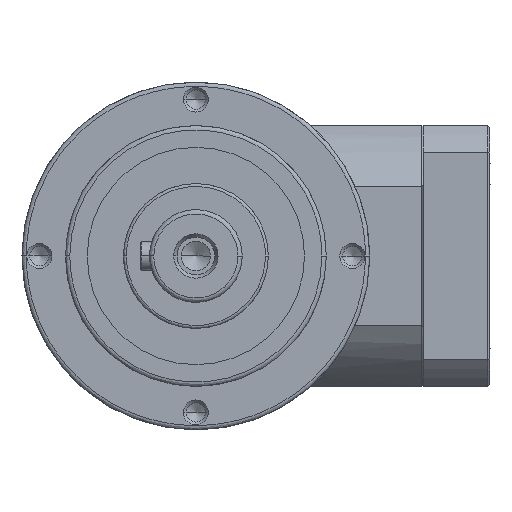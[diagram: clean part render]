
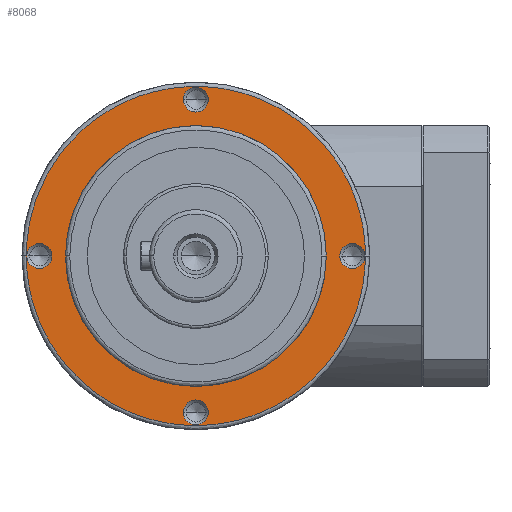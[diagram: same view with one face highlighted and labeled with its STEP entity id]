
A CAD part, left-side view. The second image highlights one B-rep face of the part: STEP entity #8068.
In plain terms, the highlighted face is planar.
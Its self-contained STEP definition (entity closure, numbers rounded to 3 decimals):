
#367 = CARTESIAN_POINT ( 'NONE',  ( -54., 0., 64. ) ) ;
#993 = CARTESIAN_POINT ( 'NONE',  ( -58.5, -117., 64. ) ) ;
#1020 = VERTEX_POINT ( 'NONE', #5978 ) ;
#1084 = AXIS2_PLACEMENT_3D ( 'NONE', #367, #16064, #2652 ) ;
#1228 = DIRECTION ( 'NONE',  ( 0., 0., -1. ) ) ;
#1282 = AXIS2_PLACEMENT_3D ( 'NONE', #11416, #11387, #11362 ) ;
#1312 = EDGE_CURVE ( 'NONE', #9434, #4582, #21072, .T. ) ;
#1320 =( BOUNDED_CURVE ( )  B_SPLINE_CURVE ( 3, ( #22069, #6399, #10958, #26547 ),
 .UNSPECIFIED., .F., .T. ) 
 B_SPLINE_CURVE_WITH_KNOTS ( ( 4, 4 ),
 ( 0.5, 1. ),
 .UNSPECIFIED. ) 
 CURVE ( )  GEOMETRIC_REPRESENTATION_ITEM ( )  RATIONAL_B_SPLINE_CURVE ( ( 1., 0.333, 0.333, 1. ) ) 
 REPRESENTATION_ITEM ( '' )  );
#1938 = CARTESIAN_POINT ( 'NONE',  ( 4.324, 54., 64. ) ) ;
#2134 = ORIENTED_EDGE ( 'NONE', *, *, #23302, .T. ) ;
#2652 = DIRECTION ( 'NONE',  ( 1., 0., 0. ) ) ;
#3108 = CARTESIAN_POINT ( 'NONE',  ( 58.5, 0., 64. ) ) ;
#3951 = DIRECTION ( 'NONE',  ( 0., 0., 1. ) ) ;
#4006 = EDGE_CURVE ( 'NONE', #20279, #22638, #11894, .T. ) ;
#4308 = CARTESIAN_POINT ( 'NONE',  ( 54., 0., 64. ) ) ;
#4582 = VERTEX_POINT ( 'NONE', #16810 ) ;
#4729 = CIRCLE ( 'NONE', #5002, 45. ) ;
#5002 = AXIS2_PLACEMENT_3D ( 'NONE', #14680, #1228, #16910 ) ;
#5132 = AXIS2_PLACEMENT_3D ( 'NONE', #17289, #3951, #19564 ) ;
#5426 = EDGE_CURVE ( 'NONE', #22638, #20279, #10279, .T. ) ;
#5524 = ORIENTED_EDGE ( 'NONE', *, *, #24709, .T. ) ;
#5637 = AXIS2_PLACEMENT_3D ( 'NONE', #11811, #27394, #14009 ) ;
#5748 = FACE_BOUND ( 'NONE', #28010, .T. ) ;
#5978 = CARTESIAN_POINT ( 'NONE',  ( -58.324, 0., 64. ) ) ;
#6089 = VERTEX_POINT ( 'NONE', #13910 ) ;
#6237 = EDGE_CURVE ( 'NONE', #4582, #9434, #11588, .T. ) ;
#6399 = CARTESIAN_POINT ( 'NONE',  ( -58.5, 117., 64. ) ) ;
#6545 = DIRECTION ( 'NONE',  ( 1., 0., 0. ) ) ;
#7200 = AXIS2_PLACEMENT_3D ( 'NONE', #22864, #22639, #22604 ) ;
#7469 = CARTESIAN_POINT ( 'NONE',  ( 45., 0., 64. ) ) ;
#7705 = DIRECTION ( 'NONE',  ( 0., 0., -1. ) ) ;
#7809 = AXIS2_PLACEMENT_3D ( 'NONE', #17137, #17095, #16881 ) ;
#8027 = VERTEX_POINT ( 'NONE', #8112 ) ;
#8068 = ADVANCED_FACE ( 'NONE', ( #28981, #17648, #22909, #16928, #11076, #5748 ), #12746, .T. ) ;
#8112 = CARTESIAN_POINT ( 'NONE',  ( 58.5, 0., 64. ) ) ;
#8751 = CIRCLE ( 'NONE', #17911, 4.324 ) ;
#9194 = ORIENTED_EDGE ( 'NONE', *, *, #10359, .T. ) ;
#9276 = VERTEX_POINT ( 'NONE', #10039 ) ;
#9331 = CARTESIAN_POINT ( 'NONE',  ( -4.324, -54., 64. ) ) ;
#9417 = EDGE_LOOP ( 'NONE', ( #13377, #20742 ) ) ;
#9434 = VERTEX_POINT ( 'NONE', #1938 ) ;
#9736 = EDGE_CURVE ( 'NONE', #19884, #6089, #21735, .T. ) ;
#10039 = CARTESIAN_POINT ( 'NONE',  ( -58.5, 0., 64. ) ) ;
#10279 = CIRCLE ( 'NONE', #7200, 4.324 ) ;
#10329 = VERTEX_POINT ( 'NONE', #22650 ) ;
#10359 = EDGE_CURVE ( 'NONE', #1020, #18126, #16397, .T. ) ;
#10459 = VERTEX_POINT ( 'NONE', #7469 ) ;
#10852 = ORIENTED_EDGE ( 'NONE', *, *, #9736, .T. ) ;
#10958 = CARTESIAN_POINT ( 'NONE',  ( 58.5, 117., 64. ) ) ;
#10974 = AXIS2_PLACEMENT_3D ( 'NONE', #4308, #19976, #6545 ) ;
#11076 = FACE_BOUND ( 'NONE', #11582, .T. ) ;
#11362 = DIRECTION ( 'NONE',  ( 1., 0., 0. ) ) ;
#11387 = DIRECTION ( 'NONE',  ( 0., 0., -1. ) ) ;
#11416 = CARTESIAN_POINT ( 'NONE',  ( 0., 54., 64. ) ) ;
#11582 = EDGE_LOOP ( 'NONE', ( #22796, #18360 ) ) ;
#11588 = CIRCLE ( 'NONE', #1282, 4.324 ) ;
#11726 = EDGE_CURVE ( 'NONE', #8027, #9276, #28732, .T. ) ;
#11811 = CARTESIAN_POINT ( 'NONE',  ( 54., 0., 64. ) ) ;
#11894 = CIRCLE ( 'NONE', #13960, 4.324 ) ;
#12241 = DIRECTION ( 'NONE',  ( 0., 0., -1. ) ) ;
#12420 = EDGE_CURVE ( 'NONE', #9276, #8027, #1320, .T. ) ;
#12746 = PLANE ( 'NONE',  #5132 ) ;
#13377 = ORIENTED_EDGE ( 'NONE', *, *, #12420, .F. ) ;
#13786 = ORIENTED_EDGE ( 'NONE', *, *, #5426, .T. ) ;
#13907 = EDGE_CURVE ( 'NONE', #10459, #10329, #27758, .T. ) ;
#13910 = CARTESIAN_POINT ( 'NONE',  ( 58.324, 0., 64. ) ) ;
#13960 = AXIS2_PLACEMENT_3D ( 'NONE', #15870, #15840, #15837 ) ;
#14009 = DIRECTION ( 'NONE',  ( 1., 0., 0. ) ) ;
#14680 = CARTESIAN_POINT ( 'NONE',  ( 0., 0., 64. ) ) ;
#15837 = DIRECTION ( 'NONE',  ( 1., 0., 0. ) ) ;
#15840 = DIRECTION ( 'NONE',  ( 0., 0., -1. ) ) ;
#15870 = CARTESIAN_POINT ( 'NONE',  ( 0., -54., 64. ) ) ;
#16064 = DIRECTION ( 'NONE',  ( 0., 0., -1. ) ) ;
#16397 = CIRCLE ( 'NONE', #1084, 4.324 ) ;
#16683 = CARTESIAN_POINT ( 'NONE',  ( -58.5, 0., 64. ) ) ;
#16810 = CARTESIAN_POINT ( 'NONE',  ( -4.324, 54., 64. ) ) ;
#16881 = DIRECTION ( 'NONE',  ( 1., 0., 0. ) ) ;
#16910 = DIRECTION ( 'NONE',  ( -1., 0., 0. ) ) ;
#16928 = FACE_BOUND ( 'NONE', #18460, .T. ) ;
#17095 = DIRECTION ( 'NONE',  ( 0., 0., -1. ) ) ;
#17137 = CARTESIAN_POINT ( 'NONE',  ( 0., 54., 64. ) ) ;
#17289 = CARTESIAN_POINT ( 'NONE',  ( 0., 0., 64. ) ) ;
#17351 = ORIENTED_EDGE ( 'NONE', *, *, #13907, .T. ) ;
#17648 = FACE_BOUND ( 'NONE', #27579, .T. ) ;
#17911 = AXIS2_PLACEMENT_3D ( 'NONE', #21189, #7705, #23357 ) ;
#18126 = VERTEX_POINT ( 'NONE', #26060 ) ;
#18360 = ORIENTED_EDGE ( 'NONE', *, *, #6237, .T. ) ;
#18460 = EDGE_LOOP ( 'NONE', ( #27391, #17351 ) ) ;
#18915 = CARTESIAN_POINT ( 'NONE',  ( 4.324, -54., 64. ) ) ;
#19564 = DIRECTION ( 'NONE',  ( 1., 0., 0. ) ) ;
#19884 = VERTEX_POINT ( 'NONE', #26496 ) ;
#19976 = DIRECTION ( 'NONE',  ( 0., 0., -1. ) ) ;
#20279 = VERTEX_POINT ( 'NONE', #18915 ) ;
#20742 = ORIENTED_EDGE ( 'NONE', *, *, #11726, .F. ) ;
#21072 = CIRCLE ( 'NONE', #7809, 4.324 ) ;
#21189 = CARTESIAN_POINT ( 'NONE',  ( -54., 0., 64. ) ) ;
#21669 = ORIENTED_EDGE ( 'NONE', *, *, #4006, .T. ) ;
#21735 = CIRCLE ( 'NONE', #10974, 4.324 ) ;
#21936 = EDGE_LOOP ( 'NONE', ( #2134, #9194 ) ) ;
#22069 = CARTESIAN_POINT ( 'NONE',  ( -58.5, 0., 64. ) ) ;
#22604 = DIRECTION ( 'NONE',  ( 1., 0., 0. ) ) ;
#22638 = VERTEX_POINT ( 'NONE', #9331 ) ;
#22639 = DIRECTION ( 'NONE',  ( 0., 0., -1. ) ) ;
#22650 = CARTESIAN_POINT ( 'NONE',  ( -45., 0., 64. ) ) ;
#22796 = ORIENTED_EDGE ( 'NONE', *, *, #1312, .T. ) ;
#22864 = CARTESIAN_POINT ( 'NONE',  ( 0., -54., 64. ) ) ;
#22909 = FACE_OUTER_BOUND ( 'NONE', #9417, .T. ) ;
#23302 = EDGE_CURVE ( 'NONE', #18126, #1020, #8751, .T. ) ;
#23357 = DIRECTION ( 'NONE',  ( 1., 0., 0. ) ) ;
#23468 = AXIS2_PLACEMENT_3D ( 'NONE', #25570, #12241, #27870 ) ;
#24709 = EDGE_CURVE ( 'NONE', #6089, #19884, #25034, .T. ) ;
#25034 = CIRCLE ( 'NONE', #5637, 4.324 ) ;
#25570 = CARTESIAN_POINT ( 'NONE',  ( 0., 0., 64. ) ) ;
#26060 = CARTESIAN_POINT ( 'NONE',  ( -49.676, 0., 64. ) ) ;
#26496 = CARTESIAN_POINT ( 'NONE',  ( 49.676, 0., 64. ) ) ;
#26547 = CARTESIAN_POINT ( 'NONE',  ( 58.5, 0., 64. ) ) ;
#27391 = ORIENTED_EDGE ( 'NONE', *, *, #27841, .T. ) ;
#27394 = DIRECTION ( 'NONE',  ( 0., 0., -1. ) ) ;
#27579 = EDGE_LOOP ( 'NONE', ( #5524, #10852 ) ) ;
#27758 = CIRCLE ( 'NONE', #23468, 45. ) ;
#27841 = EDGE_CURVE ( 'NONE', #10329, #10459, #4729, .T. ) ;
#27870 = DIRECTION ( 'NONE',  ( -1., 0., 0. ) ) ;
#27891 = CARTESIAN_POINT ( 'NONE',  ( 58.5, -117., 64. ) ) ;
#28010 = EDGE_LOOP ( 'NONE', ( #21669, #13786 ) ) ;
#28732 =( BOUNDED_CURVE ( )  B_SPLINE_CURVE ( 3, ( #3108, #27891, #993, #16683 ),
 .UNSPECIFIED., .F., .F. ) 
 B_SPLINE_CURVE_WITH_KNOTS ( ( 4, 4 ),
 ( 0., 0.5 ),
 .UNSPECIFIED. ) 
 CURVE ( )  GEOMETRIC_REPRESENTATION_ITEM ( )  RATIONAL_B_SPLINE_CURVE ( ( 1., 0.333, 0.333, 1. ) ) 
 REPRESENTATION_ITEM ( '' )  );
#28981 = FACE_BOUND ( 'NONE', #21936, .T. ) ;
